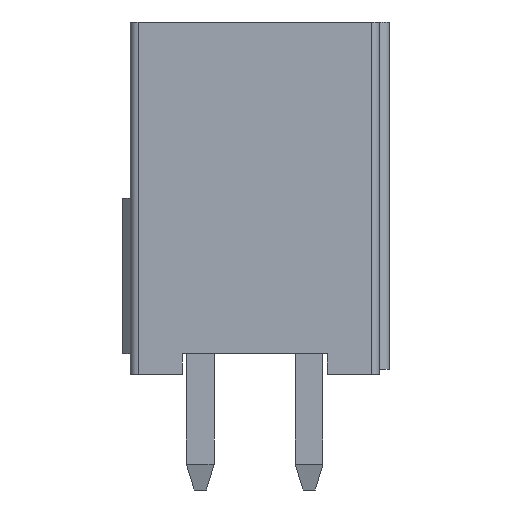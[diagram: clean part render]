
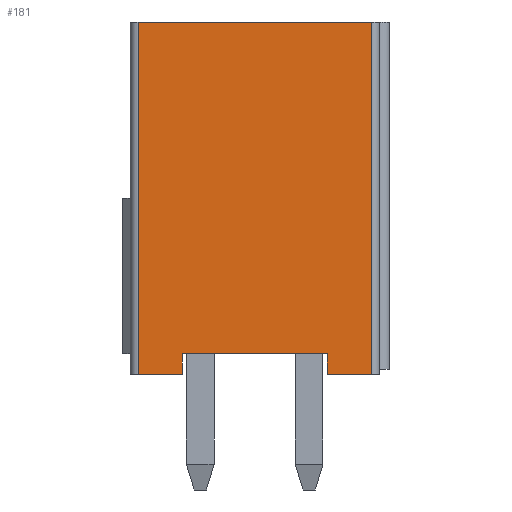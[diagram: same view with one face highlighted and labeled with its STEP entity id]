
A CAD part, front view. The second image highlights one B-rep face of the part: STEP entity #181.
In plain terms, the highlighted planar face has unit normal (0, -1, 0).
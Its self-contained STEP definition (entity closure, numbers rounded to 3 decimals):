
#181 = ADVANCED_FACE( '', ( #418 ), #419, .T. );
#418 = FACE_OUTER_BOUND( '', #700, .T. );
#419 = PLANE( '', #701 );
#700 = EDGE_LOOP( '', ( #1509, #1510, #1511, #1512, #1513, #1514, #1515, #1516 ) );
#701 = AXIS2_PLACEMENT_3D( '', #1517, #1518, #1519 );
#1509 = ORIENTED_EDGE( '', *, *, #2130, .F. );
#1510 = ORIENTED_EDGE( '', *, *, #2131, .T. );
#1511 = ORIENTED_EDGE( '', *, *, #1972, .F. );
#1512 = ORIENTED_EDGE( '', *, *, #2016, .F. );
#1513 = ORIENTED_EDGE( '', *, *, #2126, .T. );
#1514 = ORIENTED_EDGE( '', *, *, #2132, .T. );
#1515 = ORIENTED_EDGE( '', *, *, #2120, .T. );
#1516 = ORIENTED_EDGE( '', *, *, #1906, .T. );
#1517 = CARTESIAN_POINT( '', ( -4.5, -4.8, 0. ) );
#1518 = DIRECTION( '', ( 0., -1., 0. ) );
#1519 = DIRECTION( '', ( 0., 0., -1. ) );
#1906 = EDGE_CURVE( '', #2295, #2293, #2296, .T. );
#1972 = EDGE_CURVE( '', #2413, #2414, #2415, .T. );
#2016 = EDGE_CURVE( '', #2486, #2413, #2488, .T. );
#2120 = EDGE_CURVE( '', #2641, #2295, #2642, .T. );
#2126 = EDGE_CURVE( '', #2486, #2649, #2651, .T. );
#2130 = EDGE_CURVE( '', #2655, #2293, #2656, .T. );
#2131 = EDGE_CURVE( '', #2655, #2414, #2657, .T. );
#2132 = EDGE_CURVE( '', #2649, #2641, #2658, .T. );
#2293 = VERTEX_POINT( '', #2888 );
#2295 = VERTEX_POINT( '', #2891 );
#2296 = LINE( '', #2892, #2893 );
#2413 = VERTEX_POINT( '', #3073 );
#2414 = VERTEX_POINT( '', #3074 );
#2415 = LINE( '', #3075, #3076 );
#2486 = VERTEX_POINT( '', #3186 );
#2488 = LINE( '', #3188, #3189 );
#2641 = VERTEX_POINT( '', #3442 );
#2642 = LINE( '', #3443, #3444 );
#2649 = VERTEX_POINT( '', #3455 );
#2651 = LINE( '', #3457, #3458 );
#2655 = VERTEX_POINT( '', #3465 );
#2656 = LINE( '', #3466, #3467 );
#2657 = LINE( '', #3468, #3469 );
#2658 = LINE( '', #3470, #3471 );
#2888 = CARTESIAN_POINT( '', ( 2.8, -4.8, -12.8 ) );
#2891 = CARTESIAN_POINT( '', ( -2.8, -4.8, -12.8 ) );
#2892 = CARTESIAN_POINT( '', ( -2.8, -4.8, -12.8 ) );
#2893 = VECTOR( '', #3596, 1000. );
#3073 = CARTESIAN_POINT( '', ( 4.5, -4.8, 0. ) );
#3074 = CARTESIAN_POINT( '', ( 4.5, -4.8, -13.6 ) );
#3075 = CARTESIAN_POINT( '', ( 4.5, -4.8, 0. ) );
#3076 = VECTOR( '', #3666, 1000. );
#3186 = CARTESIAN_POINT( '', ( -4.5, -4.8, 0. ) );
#3188 = CARTESIAN_POINT( '', ( -4.5, -4.8, 0. ) );
#3189 = VECTOR( '', #3718, 1000. );
#3442 = CARTESIAN_POINT( '', ( -2.8, -4.8, -13.6 ) );
#3443 = CARTESIAN_POINT( '', ( -2.8, -4.8, -13.6 ) );
#3444 = VECTOR( '', #3828, 1000. );
#3455 = CARTESIAN_POINT( '', ( -4.5, -4.8, -13.6 ) );
#3457 = CARTESIAN_POINT( '', ( -4.5, -4.8, 0. ) );
#3458 = VECTOR( '', #3836, 1000. );
#3465 = CARTESIAN_POINT( '', ( 2.8, -4.8, -13.6 ) );
#3466 = CARTESIAN_POINT( '', ( 2.8, -4.8, -13.6 ) );
#3467 = VECTOR( '', #3840, 1000. );
#3468 = CARTESIAN_POINT( '', ( 2.8, -4.8, -13.6 ) );
#3469 = VECTOR( '', #3841, 1000. );
#3470 = CARTESIAN_POINT( '', ( -4.5, -4.8, -13.6 ) );
#3471 = VECTOR( '', #3842, 1000. );
#3596 = DIRECTION( '', ( 1., 0., 0. ) );
#3666 = DIRECTION( '', ( 0., 0., -1. ) );
#3718 = DIRECTION( '', ( 1., 0., 0. ) );
#3828 = DIRECTION( '', ( 0., 0., 1. ) );
#3836 = DIRECTION( '', ( 0., 0., -1. ) );
#3840 = DIRECTION( '', ( 0., 0., 1. ) );
#3841 = DIRECTION( '', ( 1., 0., 0. ) );
#3842 = DIRECTION( '', ( 1., 0., 0. ) );
